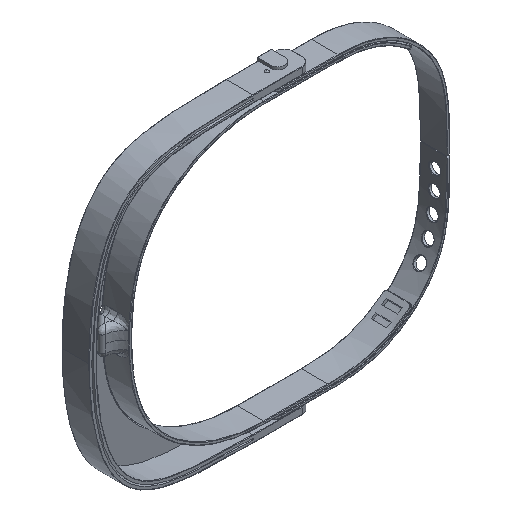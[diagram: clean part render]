
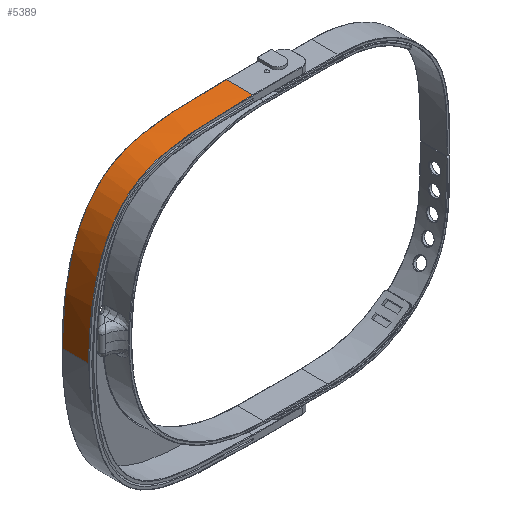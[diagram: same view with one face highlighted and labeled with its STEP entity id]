
A CAD part, isometric view. The second image highlights one B-rep face of the part: STEP entity #5389.
In plain terms, the highlighted free-form (B-spline) face has degree [3, 1] with [19, 2] control points.
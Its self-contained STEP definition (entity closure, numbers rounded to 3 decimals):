
#385=B_SPLINE_SURFACE_WITH_KNOTS('',3,1,((#13269,#13270),(#13271,#13272),
(#13273,#13274),(#13275,#13276),(#13277,#13278),(#13279,#13280),(#13281,
#13282),(#13283,#13284),(#13285,#13286),(#13287,#13288),(#13289,#13290),
(#13291,#13292),(#13293,#13294),(#13295,#13296),(#13297,#13298),(#13299,
#13300),(#13301,#13302),(#13303,#13304),(#13305,#13306)),.UNSPECIFIED.,
 .F.,.F.,.F.,(4,3,3,3,3,3,4),(2,2),(-1.,-0.9,-0.695,
-0.507,-0.369,-0.174,0.),(0.,1.5),
 .UNSPECIFIED.);
#618=FACE_OUTER_BOUND('',#960,.T.);
#960=EDGE_LOOP('',(#4406,#4407,#4408,#4409));
#1327=LINE('',#13308,#1696);
#1328=LINE('',#13324,#1697);
#1696=VECTOR('',#6481,10.);
#1697=VECTOR('',#6482,10.);
#2062=B_SPLINE_CURVE_WITH_KNOTS('',3,(#12823,#12824,#12825,#12826,#12827,
#12828,#12829,#12830,#12831,#12832,#12833,#12834,#12835,#12836),
 .UNSPECIFIED.,.F.,.F.,(4,2,2,2,2,2,4),(0.,0.174,
0.369,0.507,0.695,0.9,
1.),.UNSPECIFIED.);
#2078=B_SPLINE_CURVE_WITH_KNOTS('',3,(#13310,#13311,#13312,#13313,#13314,
#13315,#13316,#13317,#13318,#13319,#13320,#13321,#13322,#13323),
 .UNSPECIFIED.,.F.,.F.,(4,2,2,2,2,2,4),(-1.,-0.9,-0.695,
-0.507,-0.369,-0.174,0.),
 .UNSPECIFIED.);
#2469=VERTEX_POINT('',#12743);
#2471=VERTEX_POINT('',#12821);
#2496=VERTEX_POINT('',#13307);
#2497=VERTEX_POINT('',#13309);
#3137=EDGE_CURVE('',#2471,#2469,#2062,.T.);
#3177=EDGE_CURVE('',#2496,#2471,#1327,.T.);
#3178=EDGE_CURVE('',#2497,#2496,#2078,.T.);
#3179=EDGE_CURVE('',#2497,#2469,#1328,.T.);
#4406=ORIENTED_EDGE('',*,*,#3137,.F.);
#4407=ORIENTED_EDGE('',*,*,#3177,.F.);
#4408=ORIENTED_EDGE('',*,*,#3178,.F.);
#4409=ORIENTED_EDGE('',*,*,#3179,.T.);
#5389=ADVANCED_FACE('',(#618),#385,.F.);
#6481=DIRECTION('',(0.,-1.,0.));
#6482=DIRECTION('',(0.,-1.,0.));
#12743=CARTESIAN_POINT('',(-96.59,-14.8,0.));
#12821=CARTESIAN_POINT('',(-6.,-14.8,83.169));
#12823=CARTESIAN_POINT('Ctrl Pts',(-6.,-14.8,83.169));
#12824=CARTESIAN_POINT('Ctrl Pts',(-16.391,-14.8,83.169));
#12825=CARTESIAN_POINT('Ctrl Pts',(-25.904,-14.8,83.066));
#12826=CARTESIAN_POINT('Ctrl Pts',(-44.403,-14.8,81.899));
#12827=CARTESIAN_POINT('Ctrl Pts',(-53.213,-14.8,80.691));
#12828=CARTESIAN_POINT('Ctrl Pts',(-66.51,-14.8,75.809));
#12829=CARTESIAN_POINT('Ctrl Pts',(-71.489,-14.8,72.92));
#12830=CARTESIAN_POINT('Ctrl Pts',(-81.543,-14.8,63.733));
#12831=CARTESIAN_POINT('Ctrl Pts',(-85.934,-14.8,56.649));
#12832=CARTESIAN_POINT('Ctrl Pts',(-92.618,-14.8,39.274));
#12833=CARTESIAN_POINT('Ctrl Pts',(-94.754,-14.8,28.767));
#12834=CARTESIAN_POINT('Ctrl Pts',(-96.334,-14.8,11.796));
#12835=CARTESIAN_POINT('Ctrl Pts',(-96.59,-14.8,5.993));
#12836=CARTESIAN_POINT('Ctrl Pts',(-96.59,-14.8,0.));
#13269=CARTESIAN_POINT('Ctrl Pts',(-96.59,0.,0.));
#13270=CARTESIAN_POINT('Ctrl Pts',(-96.59,-15.,0.));
#13271=CARTESIAN_POINT('Ctrl Pts',(-96.59,0.,5.993));
#13272=CARTESIAN_POINT('Ctrl Pts',(-96.59,-15.,5.993));
#13273=CARTESIAN_POINT('Ctrl Pts',(-96.334,0.,11.796));
#13274=CARTESIAN_POINT('Ctrl Pts',(-96.334,-15.,11.796));
#13275=CARTESIAN_POINT('Ctrl Pts',(-95.813,0.,17.385));
#13276=CARTESIAN_POINT('Ctrl Pts',(-95.813,-15.,17.385));
#13277=CARTESIAN_POINT('Ctrl Pts',(-94.754,0.,28.767));
#13278=CARTESIAN_POINT('Ctrl Pts',(-94.754,-15.,28.767));
#13279=CARTESIAN_POINT('Ctrl Pts',(-92.618,0.,39.274));
#13280=CARTESIAN_POINT('Ctrl Pts',(-92.618,-15.,39.274));
#13281=CARTESIAN_POINT('Ctrl Pts',(-89.135,0.,48.33));
#13282=CARTESIAN_POINT('Ctrl Pts',(-89.135,-15.,48.33));
#13283=CARTESIAN_POINT('Ctrl Pts',(-85.934,0.,56.649));
#13284=CARTESIAN_POINT('Ctrl Pts',(-85.934,-15.,56.649));
#13285=CARTESIAN_POINT('Ctrl Pts',(-81.543,0.,63.733));
#13286=CARTESIAN_POINT('Ctrl Pts',(-81.543,-15.,63.733));
#13287=CARTESIAN_POINT('Ctrl Pts',(-75.742,0.,69.034));
#13288=CARTESIAN_POINT('Ctrl Pts',(-75.742,-15.,69.034));
#13289=CARTESIAN_POINT('Ctrl Pts',(-71.489,0.,72.92));
#13290=CARTESIAN_POINT('Ctrl Pts',(-71.489,-15.,72.92));
#13291=CARTESIAN_POINT('Ctrl Pts',(-66.51,0.,75.809));
#13292=CARTESIAN_POINT('Ctrl Pts',(-66.51,-15.,75.809));
#13293=CARTESIAN_POINT('Ctrl Pts',(-61.006,0.,77.83));
#13294=CARTESIAN_POINT('Ctrl Pts',(-61.006,-15.,77.83));
#13295=CARTESIAN_POINT('Ctrl Pts',(-53.213,0.,80.691));
#13296=CARTESIAN_POINT('Ctrl Pts',(-53.213,-15.,80.691));
#13297=CARTESIAN_POINT('Ctrl Pts',(-44.403,0.,81.899));
#13298=CARTESIAN_POINT('Ctrl Pts',(-44.403,-15.,81.899));
#13299=CARTESIAN_POINT('Ctrl Pts',(-34.626,0.,82.516));
#13300=CARTESIAN_POINT('Ctrl Pts',(-34.626,-15.,82.516));
#13301=CARTESIAN_POINT('Ctrl Pts',(-25.904,0.,83.066));
#13302=CARTESIAN_POINT('Ctrl Pts',(-25.904,-15.,83.066));
#13303=CARTESIAN_POINT('Ctrl Pts',(-16.391,0.,83.169));
#13304=CARTESIAN_POINT('Ctrl Pts',(-16.391,-15.,83.169));
#13305=CARTESIAN_POINT('Ctrl Pts',(-6.,0.,83.169));
#13306=CARTESIAN_POINT('Ctrl Pts',(-6.,-15.,83.169));
#13307=CARTESIAN_POINT('',(-6.,-0.2,83.169));
#13308=CARTESIAN_POINT('',(-6.,0.,83.169));
#13309=CARTESIAN_POINT('',(-96.59,-0.2,0.));
#13310=CARTESIAN_POINT('Ctrl Pts',(-96.59,-0.2,0.));
#13311=CARTESIAN_POINT('Ctrl Pts',(-96.59,-0.2,5.993));
#13312=CARTESIAN_POINT('Ctrl Pts',(-96.334,-0.2,11.796));
#13313=CARTESIAN_POINT('Ctrl Pts',(-94.754,-0.2,28.767));
#13314=CARTESIAN_POINT('Ctrl Pts',(-92.618,-0.2,39.274));
#13315=CARTESIAN_POINT('Ctrl Pts',(-85.934,-0.2,56.649));
#13316=CARTESIAN_POINT('Ctrl Pts',(-81.543,-0.2,63.733));
#13317=CARTESIAN_POINT('Ctrl Pts',(-71.489,-0.2,72.92));
#13318=CARTESIAN_POINT('Ctrl Pts',(-66.51,-0.2,75.809));
#13319=CARTESIAN_POINT('Ctrl Pts',(-53.213,-0.2,80.691));
#13320=CARTESIAN_POINT('Ctrl Pts',(-44.403,-0.2,81.899));
#13321=CARTESIAN_POINT('Ctrl Pts',(-25.904,-0.2,83.066));
#13322=CARTESIAN_POINT('Ctrl Pts',(-16.391,-0.2,83.169));
#13323=CARTESIAN_POINT('Ctrl Pts',(-6.,-0.2,83.169));
#13324=CARTESIAN_POINT('',(-96.59,0.,0.));
